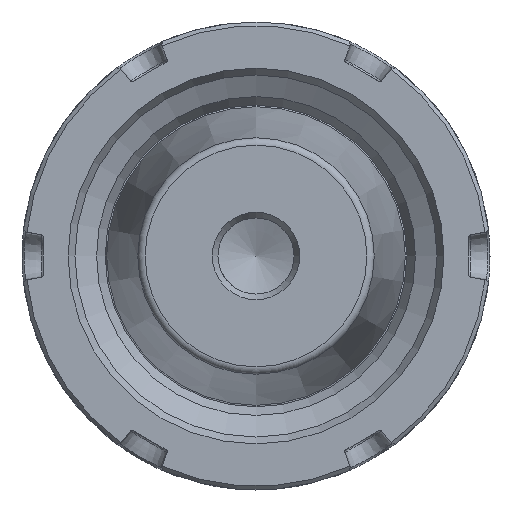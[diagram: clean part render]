
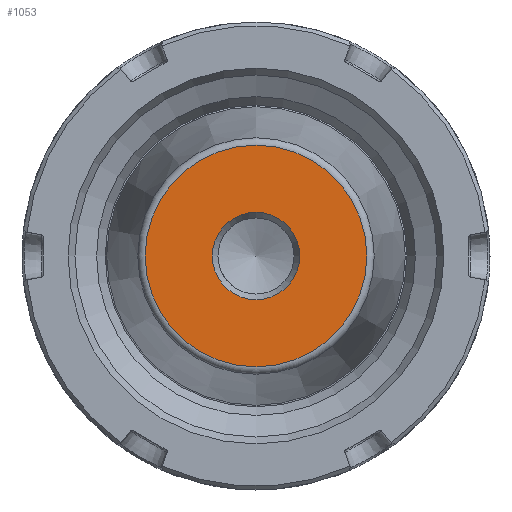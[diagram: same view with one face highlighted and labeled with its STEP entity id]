
A CAD part, left-side view. The second image highlights one B-rep face of the part: STEP entity #1053.
In plain terms, the highlighted planar face has unit normal (-1, 0, 0).
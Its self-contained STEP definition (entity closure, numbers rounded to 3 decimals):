
#293 = DIRECTION ( 'NONE',  ( -1., 0., 0. ) ) ;
#817 = CARTESIAN_POINT ( 'NONE',  ( -123.5, 0., 5.85 ) ) ;
#1053 = ADVANCED_FACE ( 'NONE', ( #24782, #14533 ), #10967, .F. ) ;
#4536 = AXIS2_PLACEMENT_3D ( 'NONE', #19222, #6667, #8686 ) ;
#4592 = VERTEX_POINT ( 'NONE', #817 ) ;
#4632 = CARTESIAN_POINT ( 'NONE',  ( -123.5, 0., 0. ) ) ;
#6574 = DIRECTION ( 'NONE',  ( 0., 0., 1. ) ) ;
#6667 = DIRECTION ( 'NONE',  ( 1., 0., 0. ) ) ;
#6905 = DIRECTION ( 'NONE',  ( 0., 0., 1. ) ) ;
#8686 = DIRECTION ( 'NONE',  ( 0., 0., -1. ) ) ;
#8806 = EDGE_CURVE ( 'NONE', #25067, #25067, #27392, .T. ) ;
#10967 = PLANE ( 'NONE',  #4536 ) ;
#11381 = EDGE_CURVE ( 'NONE', #4592, #4592, #16765, .T. ) ;
#11480 = EDGE_LOOP ( 'NONE', ( #23760 ) ) ;
#11892 = AXIS2_PLACEMENT_3D ( 'NONE', #22041, #23979, #6905 ) ;
#14533 = FACE_OUTER_BOUND ( 'NONE', #15073, .T. ) ;
#15073 = EDGE_LOOP ( 'NONE', ( #16845 ) ) ;
#16765 = CIRCLE ( 'NONE', #11892, 5.85 ) ;
#16845 = ORIENTED_EDGE ( 'NONE', *, *, #8806, .T. ) ;
#19222 = CARTESIAN_POINT ( 'NONE',  ( -123.5, 14.844, 0. ) ) ;
#22041 = CARTESIAN_POINT ( 'NONE',  ( -123.5, 0., 0. ) ) ;
#23760 = ORIENTED_EDGE ( 'NONE', *, *, #11381, .F. ) ;
#23979 = DIRECTION ( 'NONE',  ( -1., 0., 0. ) ) ;
#24782 = FACE_BOUND ( 'NONE', #11480, .T. ) ;
#25067 = VERTEX_POINT ( 'NONE', #26094 ) ;
#26094 = CARTESIAN_POINT ( 'NONE',  ( -123.5, 0., 14.844 ) ) ;
#26457 = AXIS2_PLACEMENT_3D ( 'NONE', #4632, #293, #6574 ) ;
#27392 = CIRCLE ( 'NONE', #26457, 14.844 ) ;
